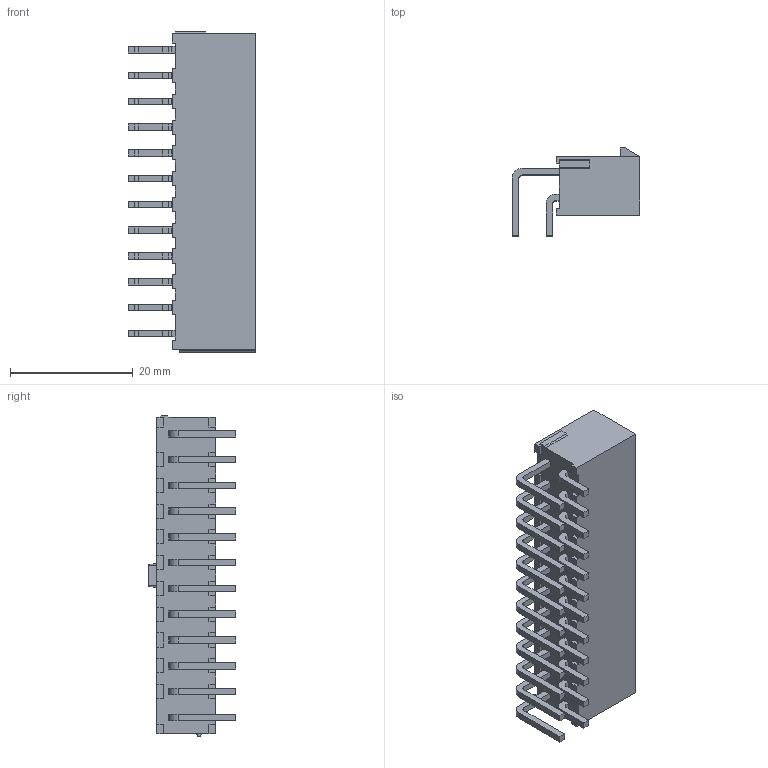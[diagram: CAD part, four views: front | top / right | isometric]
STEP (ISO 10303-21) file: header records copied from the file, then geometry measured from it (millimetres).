
FILE_DESCRIPTION((''),'2;1');
FILE_NAME('469911024','2014-02-04T',('me'),(''),'PRO/ENGINEER BY PARAMETRIC TECHNOLOGY CORPORATION, 2011490','PRO/ENGINEER BY PARAMETRIC TECHNOLOGY CORPORATION, 2011490','');
FILE_SCHEMA(('CONFIG_CONTROL_DESIGN'));
Length unit declared in the file: millimetre
Products named in the file (1): 469911024
Bounding box: 20.73 x 14.3 x 52.25 mm (x, y, z)
Volume: 4281.3 mm3; surface area: 7515.1 mm2
Topology: 1 solids, 1 shells, 591 faces, 1597 edges, 1080 vertices
Faces by surface type: plane 542, cylinder 49
Entity records: 18292 total; most frequent: CARTESIAN_POINT 3221, ORIENTED_EDGE 3098, DIRECTION 2927, EDGE_CURVE 1549, VECTOR 1451, LINE 1451, VERTEX_POINT 1032, AXIS2_PLACEMENT_3D 738
